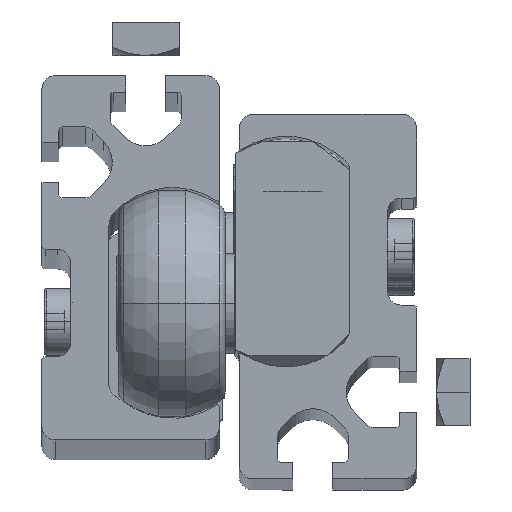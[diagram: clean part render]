
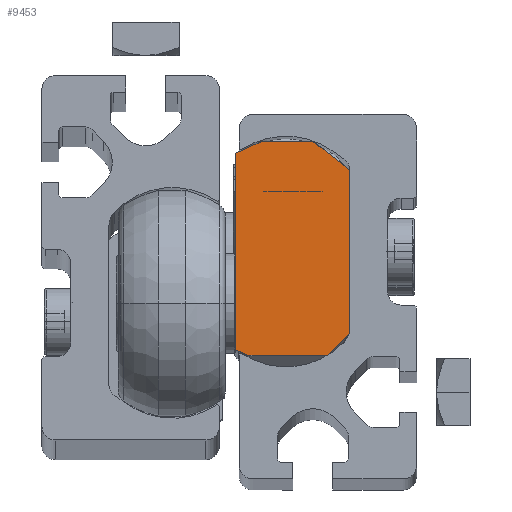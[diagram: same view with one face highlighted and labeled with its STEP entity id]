
A CAD part, top view. The second image highlights one B-rep face of the part: STEP entity #9453.
In plain terms, the highlighted face is planar.
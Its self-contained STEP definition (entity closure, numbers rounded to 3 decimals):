
#21 = CARTESIAN_POINT ( 'NONE',  ( -19., -15.5, -6.7 ) ) ;
#1352 = VERTEX_POINT ( 'NONE', #17748 ) ;
#1376 = VECTOR ( 'NONE', #12472, 1000. ) ;
#1686 = VECTOR ( 'NONE', #10329, 1000. ) ;
#2430 = LINE ( 'NONE', #8988, #8065 ) ;
#3108 = CARTESIAN_POINT ( 'NONE',  ( -19., 16.5, -4.6 ) ) ;
#3381 = VECTOR ( 'NONE', #5376, 1000. ) ;
#3860 = CARTESIAN_POINT ( 'NONE',  ( -19., 14.681, -8.5 ) ) ;
#4181 = LINE ( 'NONE', #10636, #1686 ) ;
#4325 = FACE_OUTER_BOUND ( 'NONE', #14479, .T. ) ;
#4475 = ORIENTED_EDGE ( 'NONE', *, *, #15489, .T. ) ;
#4783 = EDGE_CURVE ( 'NONE', #16391, #16655, #15063, .T. ) ;
#4963 = VECTOR ( 'NONE', #19774, 1000. ) ;
#5370 = EDGE_CURVE ( 'NONE', #16655, #7431, #18235, .T. ) ;
#5376 = DIRECTION ( 'NONE',  ( 0., -0.707, -0.707 ) ) ;
#6101 = DIRECTION ( 'NONE',  ( 0., 0., 1. ) ) ;
#6391 = VECTOR ( 'NONE', #15117, 1000. ) ;
#6687 = CARTESIAN_POINT ( 'NONE',  ( -19., 14.681, -8.5 ) ) ;
#6735 = CARTESIAN_POINT ( 'NONE',  ( -19., -15.5, 5.2 ) ) ;
#7114 = VECTOR ( 'NONE', #9269, 1000. ) ;
#7431 = VERTEX_POINT ( 'NONE', #21 ) ;
#7628 = LINE ( 'NONE', #13767, #6391 ) ;
#7724 = DIRECTION ( 'NONE',  ( 0., 0., -1. ) ) ;
#8065 = VECTOR ( 'NONE', #16995, 1000. ) ;
#8661 = LINE ( 'NONE', #3860, #4963 ) ;
#8988 = CARTESIAN_POINT ( 'NONE',  ( -19., 12.203, 8.5 ) ) ;
#9269 = DIRECTION ( 'NONE',  ( 0., -0.423, -0.906 ) ) ;
#9453 = ADVANCED_FACE ( 'NONE', ( #4325 ), #20351, .T. ) ;
#9467 = CARTESIAN_POINT ( 'NONE',  ( -19., -14.661, -8.5 ) ) ;
#9496 = VERTEX_POINT ( 'NONE', #13007 ) ;
#10003 = ORIENTED_EDGE ( 'NONE', *, *, #14298, .F. ) ;
#10329 = DIRECTION ( 'NONE',  ( 0., 0., 1. ) ) ;
#10636 = CARTESIAN_POINT ( 'NONE',  ( -19., 16.5, -4.6 ) ) ;
#11509 = ORIENTED_EDGE ( 'NONE', *, *, #17407, .T. ) ;
#11707 = ORIENTED_EDGE ( 'NONE', *, *, #19928, .T. ) ;
#11815 = CARTESIAN_POINT ( 'NONE',  ( -19., -12.2, 8.5 ) ) ;
#12010 = CARTESIAN_POINT ( 'NONE',  ( -19., -12.2, 8.5 ) ) ;
#12472 = DIRECTION ( 'NONE',  ( 0., -0.423, 0.906 ) ) ;
#12519 = AXIS2_PLACEMENT_3D ( 'NONE', #20233, #13905, #6101 ) ;
#12579 = LINE ( 'NONE', #9467, #1376 ) ;
#13007 = CARTESIAN_POINT ( 'NONE',  ( -19., 16.5, -4.6 ) ) ;
#13767 = CARTESIAN_POINT ( 'NONE',  ( -19., -12.2, 8.5 ) ) ;
#13905 = DIRECTION ( 'NONE',  ( -1., 0., 0. ) ) ;
#13959 = CARTESIAN_POINT ( 'NONE',  ( -19., -15.5, 5.2 ) ) ;
#14041 = VECTOR ( 'NONE', #7724, 1000. ) ;
#14154 = LINE ( 'NONE', #3108, #7114 ) ;
#14298 = EDGE_CURVE ( 'NONE', #9496, #1352, #4181, .T. ) ;
#14479 = EDGE_LOOP ( 'NONE', ( #11509, #10003, #19273, #11707, #20528, #18254, #15703, #4475 ) ) ;
#15063 = LINE ( 'NONE', #11815, #3381 ) ;
#15117 = DIRECTION ( 'NONE',  ( 0., 1., 0. ) ) ;
#15489 = EDGE_CURVE ( 'NONE', #16391, #18948, #7628, .T. ) ;
#15703 = ORIENTED_EDGE ( 'NONE', *, *, #4783, .F. ) ;
#16019 = EDGE_CURVE ( 'NONE', #18253, #7431, #12579, .T. ) ;
#16029 = CARTESIAN_POINT ( 'NONE',  ( -19., 12.203, 8.5 ) ) ;
#16391 = VERTEX_POINT ( 'NONE', #12010 ) ;
#16655 = VERTEX_POINT ( 'NONE', #6735 ) ;
#16995 = DIRECTION ( 'NONE',  ( 0., 0.616, -0.788 ) ) ;
#17407 = EDGE_CURVE ( 'NONE', #18948, #1352, #2430, .T. ) ;
#17748 = CARTESIAN_POINT ( 'NONE',  ( -19., 16.5, 3. ) ) ;
#17810 = EDGE_CURVE ( 'NONE', #9496, #18668, #14154, .T. ) ;
#18235 = LINE ( 'NONE', #13959, #14041 ) ;
#18253 = VERTEX_POINT ( 'NONE', #19076 ) ;
#18254 = ORIENTED_EDGE ( 'NONE', *, *, #5370, .F. ) ;
#18668 = VERTEX_POINT ( 'NONE', #6687 ) ;
#18948 = VERTEX_POINT ( 'NONE', #16029 ) ;
#19076 = CARTESIAN_POINT ( 'NONE',  ( -19., -14.661, -8.5 ) ) ;
#19273 = ORIENTED_EDGE ( 'NONE', *, *, #17810, .T. ) ;
#19774 = DIRECTION ( 'NONE',  ( 0., -1., 0. ) ) ;
#19928 = EDGE_CURVE ( 'NONE', #18668, #18253, #8661, .T. ) ;
#20233 = CARTESIAN_POINT ( 'NONE',  ( -19., 1.5, 22.2 ) ) ;
#20351 = PLANE ( 'NONE',  #12519 ) ;
#20528 = ORIENTED_EDGE ( 'NONE', *, *, #16019, .T. ) ;
